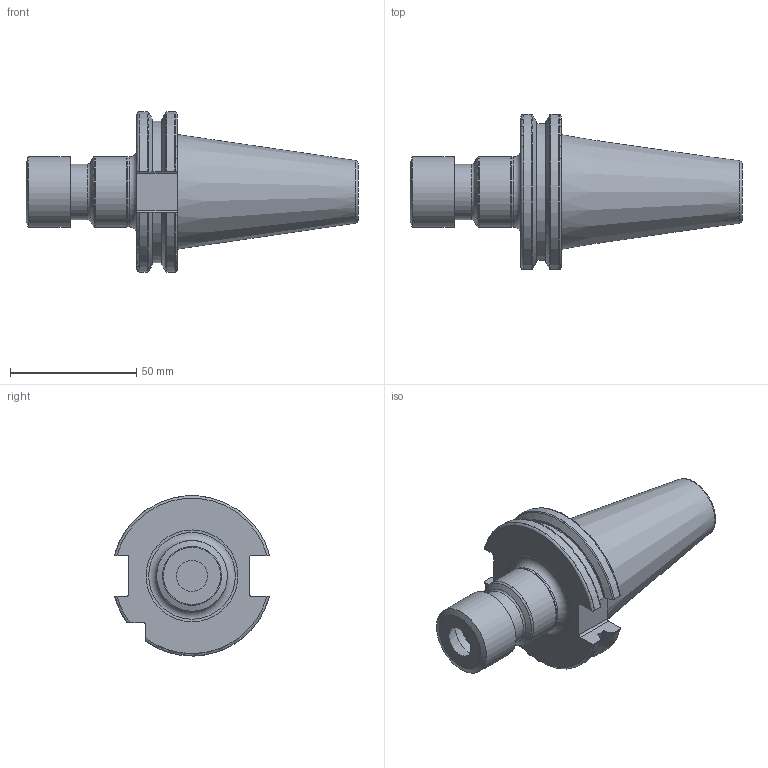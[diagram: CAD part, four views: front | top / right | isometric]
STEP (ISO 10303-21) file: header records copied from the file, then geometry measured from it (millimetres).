
FILE_DESCRIPTION(/* description */ (''),/* implementation_level */ '2;1');
FILE_NAME(/* name */ 'ASK40-ER-16-063.stp',/* time_stamp */ '2024-12-24T16:19:19+03:00',/* author */ (''),/* organization */ (''),/* preprocessor_version */ 'ST-DEVELOPER v19.4',/* originating_system */ 'SIEMENS PLM Software NX2306.3001',/* authorisation */ '');
FILE_SCHEMA (('AUTOMOTIVE_DESIGN { 1 0 10303 214 3 1 1 1 }'));
Length unit declared in the file: millimetre
Products named in the file (1): ASK40-ER-16-063-LIGHT_objects
Bounding box: 131.4 x 61.37 x 63.42 mm (x, y, z)
Volume: 136115.6 mm3; surface area: 21529.7 mm2
Topology: 1 solids, 1 shells, 101 faces, 269 edges, 174 vertices
Faces by surface type: plane 30, torus 26, cone 23, cylinder 22
Full cylindrical faces by diameter (mm): 4 x1, 10 x1, 20 x1, 20.5 x1, 22 x1, 27.8 x1, 28 x2
Entity records: 3502 total; most frequent: CARTESIAN_POINT 1180, ORIENTED_EDGE 466, DIRECTION 454, EDGE_CURVE 233, AXIS2_PLACEMENT_3D 194, VERTEX_POINT 166, EDGE_LOOP 132, ADVANCED_FACE 101
